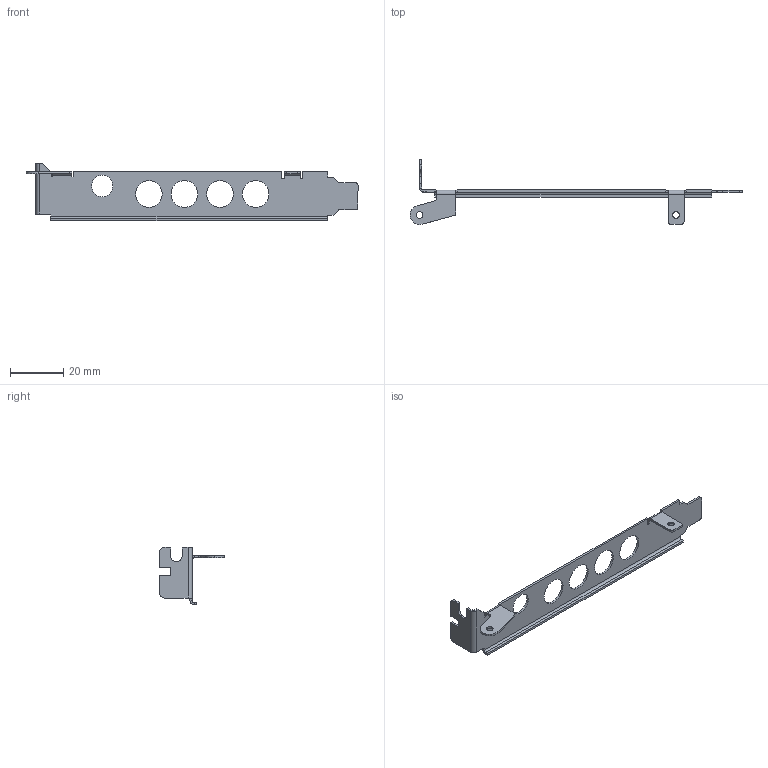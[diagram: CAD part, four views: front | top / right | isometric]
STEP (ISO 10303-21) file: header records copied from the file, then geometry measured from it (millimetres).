
FILE_DESCRIPTION (( 'STEP AP214' ), '1' );
FILE_NAME ('PCIe Bracket for Timing Card V2.STEP', '2020-11-11T02:51:43', ( '' ), ( '' ), 'SwSTEP 2.0', 'SolidWorks 2020', '' );
FILE_SCHEMA (( 'AUTOMOTIVE_DESIGN' ));
Length unit declared in the file: millimetre
Products named in the file (1): PCIe Bracket for Timing Card V2
Bounding box: 124.4 x 24.36 x 21.59 mm (x, y, z)
Volume: 1817.7 mm3; surface area: 4992.7 mm2
Topology: 1 solids, 1 shells, 113 faces, 301 edges, 190 vertices
Faces by surface type: plane 64, cylinder 49
Entity records: 3603 total; most frequent: DIRECTION 627, CARTESIAN_POINT 605, ORIENTED_EDGE 602, EDGE_CURVE 301, AXIS2_PLACEMENT_3D 212, LINE 203, VECTOR 203, VERTEX_POINT 190
